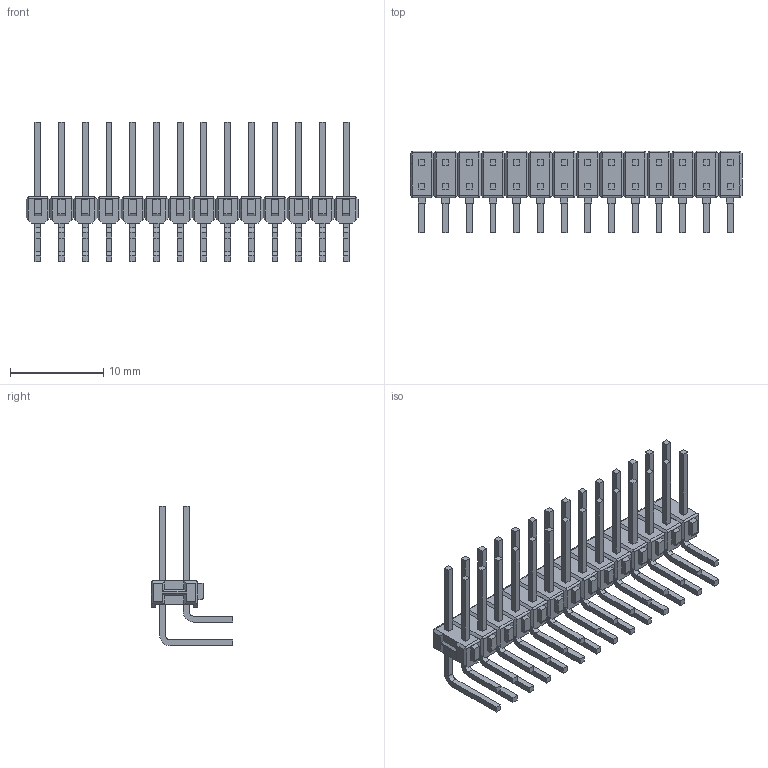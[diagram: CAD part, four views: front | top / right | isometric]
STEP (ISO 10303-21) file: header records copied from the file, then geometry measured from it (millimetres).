
FILE_DESCRIPTION((''),'2;1');
FILE_NAME('C-1-826664-4','2017-04-03T',('workeradm'),('Tyco Electronics Ltd.'),'CREO PARAMETRIC BY PTC INC, 2016050','CREO PARAMETRIC BY PTC INC, 2016050','');
FILE_SCHEMA(('AUTOMOTIVE_DESIGN { 1 0 10303 214 1 1 1 1 }'));
Length unit declared in the file: millimetre
Products named in the file (1): C-1-826664-4
Bounding box: 35.56 x 8.77 x 14.96 mm (x, y, z)
Volume: 634.4 mm3; surface area: 1837.4 mm2
Topology: 1 solids, 1 shells, 750 faces, 1974 edges, 1296 vertices
Faces by surface type: plane 652, cylinder 98
Entity records: 22861 total; most frequent: CARTESIAN_POINT 4233, ORIENTED_EDGE 3948, DIRECTION 3502, EDGE_CURVE 1974, VECTOR 1722, LINE 1722, VERTEX_POINT 1296, AXIS2_PLACEMENT_3D 890
